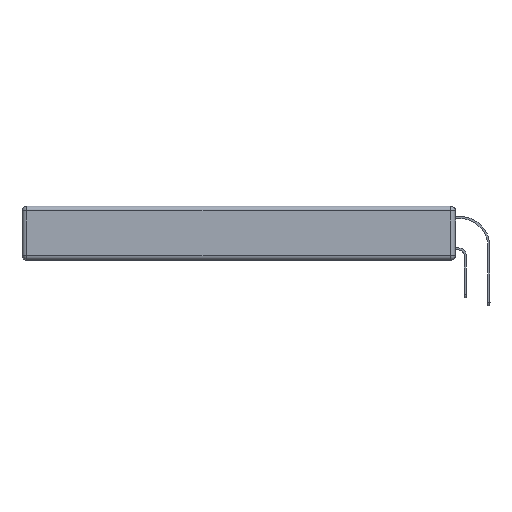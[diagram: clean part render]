
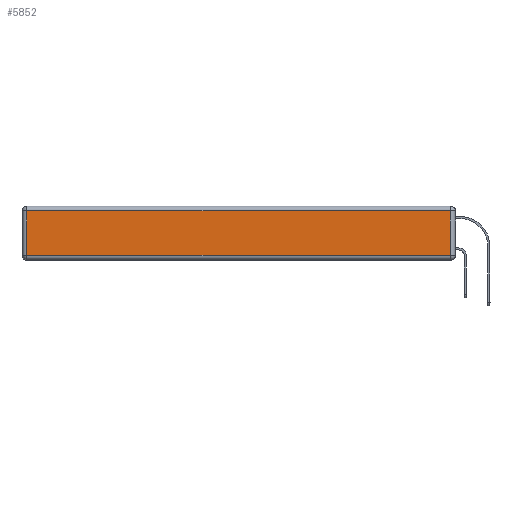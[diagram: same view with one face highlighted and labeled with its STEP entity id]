
A CAD part, left-side view. The second image highlights one B-rep face of the part: STEP entity #5852.
In plain terms, the highlighted planar face has unit normal (-1, 0, 0).
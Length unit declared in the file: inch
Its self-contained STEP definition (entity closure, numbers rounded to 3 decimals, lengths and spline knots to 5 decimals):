
#17 = LINE ( 'NONE', #10718, #3294 ) ;
#347 = EDGE_LOOP ( 'NONE', ( #8562, #12012, #8002, #11452 ) ) ;
#1724 = EDGE_CURVE ( 'NONE', #9339, #15498, #7631, .T. ) ;
#2470 = CARTESIAN_POINT ( 'NONE',  ( 0., 0.03, -0.313 ) ) ;
#3067 = DIRECTION ( 'NONE',  ( 0., 1., 0. ) ) ;
#3294 = VECTOR ( 'NONE', #15499, 39.37008 ) ;
#3457 = CARTESIAN_POINT ( 'NONE',  ( 0., 0.03, -0.03 ) ) ;
#3698 = VERTEX_POINT ( 'NONE', #2470 ) ;
#3718 = CARTESIAN_POINT ( 'NONE',  ( 0., 0.03, -0.343 ) ) ;
#4042 = CARTESIAN_POINT ( 'NONE',  ( 0., 2.72, -0.313 ) ) ;
#4982 = CARTESIAN_POINT ( 'NONE',  ( 0., 2.72, -0.03 ) ) ;
#5061 = AXIS2_PLACEMENT_3D ( 'NONE', #8108, #14305, #12905 ) ;
#5420 = CARTESIAN_POINT ( 'NONE',  ( 0., 2.75, -0.03 ) ) ;
#5852 = ADVANCED_FACE ( 'NONE', ( #14384 ), #11884, .T. ) ;
#7123 = VERTEX_POINT ( 'NONE', #4042 ) ;
#7470 = EDGE_CURVE ( 'NONE', #7123, #3698, #17, .T. ) ;
#7631 = LINE ( 'NONE', #5420, #12866 ) ;
#8002 = ORIENTED_EDGE ( 'NONE', *, *, #1724, .T. ) ;
#8108 = CARTESIAN_POINT ( 'NONE',  ( 0., 0., -0.343 ) ) ;
#8530 = DIRECTION ( 'NONE',  ( 0., 0., 1. ) ) ;
#8562 = ORIENTED_EDGE ( 'NONE', *, *, #7470, .T. ) ;
#8685 = CARTESIAN_POINT ( 'NONE',  ( 0., 2.72, -0.343 ) ) ;
#8705 = VECTOR ( 'NONE', #13484, 39.37008 ) ;
#9339 = VERTEX_POINT ( 'NONE', #3457 ) ;
#9712 = LINE ( 'NONE', #3718, #11026 ) ;
#10107 = LINE ( 'NONE', #8685, #8705 ) ;
#10279 = EDGE_CURVE ( 'NONE', #15498, #7123, #10107, .T. ) ;
#10718 = CARTESIAN_POINT ( 'NONE',  ( 0., 0., -0.313 ) ) ;
#11026 = VECTOR ( 'NONE', #8530, 39.37008 ) ;
#11452 = ORIENTED_EDGE ( 'NONE', *, *, #10279, .T. ) ;
#11884 = PLANE ( 'NONE',  #5061 ) ;
#12012 = ORIENTED_EDGE ( 'NONE', *, *, #14315, .T. ) ;
#12866 = VECTOR ( 'NONE', #3067, 39.37008 ) ;
#12905 = DIRECTION ( 'NONE',  ( 0., 0., 1. ) ) ;
#13484 = DIRECTION ( 'NONE',  ( 0., 0., -1. ) ) ;
#14305 = DIRECTION ( 'NONE',  ( -1., 0., 0. ) ) ;
#14315 = EDGE_CURVE ( 'NONE', #3698, #9339, #9712, .T. ) ;
#14384 = FACE_OUTER_BOUND ( 'NONE', #347, .T. ) ;
#15498 = VERTEX_POINT ( 'NONE', #4982 ) ;
#15499 = DIRECTION ( 'NONE',  ( 0., -1., 0. ) ) ;
